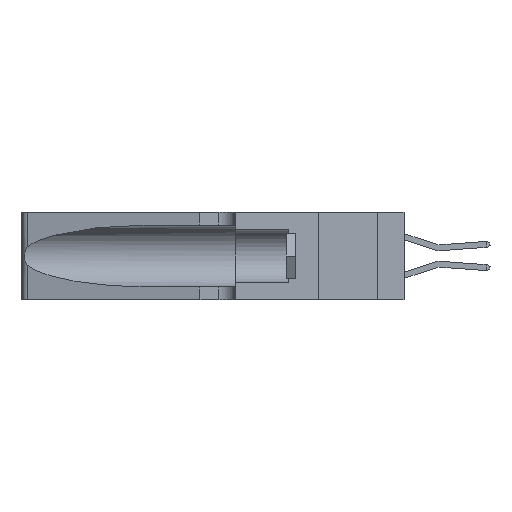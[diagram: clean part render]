
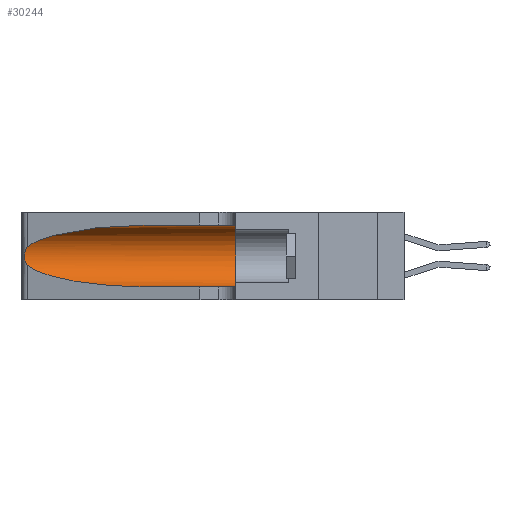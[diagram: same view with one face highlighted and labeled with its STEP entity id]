
A CAD part, left-side view. The second image highlights one B-rep face of the part: STEP entity #30244.
In plain terms, the highlighted cylindrical face has radius 3.308 mm (diameter 6.617 mm), a partial arc.
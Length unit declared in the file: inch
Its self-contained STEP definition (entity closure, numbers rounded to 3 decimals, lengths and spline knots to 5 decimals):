
#778 = LINE ( 'NONE', #13426, #26984 ) ;
#1078 = AXIS2_PLACEMENT_3D ( 'NONE', #24517, #30161, #25165 ) ;
#1430 = CARTESIAN_POINT ( 'NONE',  ( 0.1305, 0.72297, 0.05475 ) ) ;
#1555 = CYLINDRICAL_SURFACE ( 'NONE', #4569, 0.13025 ) ;
#1841 = ORIENTED_EDGE ( 'NONE', *, *, #5688, .T. ) ;
#2710 = DIRECTION ( 'NONE',  ( 0., -1., 0. ) ) ;
#2778 = ORIENTED_EDGE ( 'NONE', *, *, #4513, .T. ) ;
#2808 = CIRCLE ( 'NONE', #1078, 0.13025 ) ;
#3316 = CARTESIAN_POINT ( 'NONE',  ( 0.25787, 1.23484, 0.2124 ) ) ;
#3351 = DIRECTION ( 'NONE',  ( 0., 0., -1. ) ) ;
#4416 = VERTEX_POINT ( 'NONE', #22041 ) ;
#4513 = EDGE_CURVE ( 'NONE', #21158, #24002, #30629, .T. ) ;
#4569 = AXIS2_PLACEMENT_3D ( 'NONE', #28528, #21233, #3351 ) ;
#5047 =( BOUNDED_CURVE ( )  B_SPLINE_CURVE ( 3, ( #8357, #25992, #8141, #18144 ),
 .UNSPECIFIED., .F., .T. ) 
 B_SPLINE_CURVE_WITH_KNOTS ( ( 4, 4 ),
 ( 1.5708, 2.84003 ),
 .UNSPECIFIED. ) 
 CURVE ( )  GEOMETRIC_REPRESENTATION_ITEM ( )  RATIONAL_B_SPLINE_CURVE ( ( 1., 0.87, 0.87, 1. ) ) 
 REPRESENTATION_ITEM ( '' )  );
#5688 = EDGE_CURVE ( 'NONE', #24002, #29008, #19235, .T. ) ;
#5760 = CARTESIAN_POINT ( 'NONE',  ( 0.25555, 1.22994, 0.2215 ) ) ;
#6086 = CARTESIAN_POINT ( 'NONE',  ( 0.25854, 1.2359, 0.20912 ) ) ;
#8141 = CARTESIAN_POINT ( 'NONE',  ( 0.2373, 1.15595, 0.28018 ) ) ;
#8357 = CARTESIAN_POINT ( 'NONE',  ( 0.1305, 0.72297, 0.31525 ) ) ;
#9326 = VERTEX_POINT ( 'NONE', #21228 ) ;
#9838 = EDGE_CURVE ( 'NONE', #13086, #21158, #32457, .T. ) ;
#9924 = ORIENTED_EDGE ( 'NONE', *, *, #9838, .T. ) ;
#10069 = VECTOR ( 'NONE', #17477, 39.37008 ) ;
#12769 = EDGE_CURVE ( 'NONE', #9326, #29008, #2808, .T. ) ;
#13086 = VERTEX_POINT ( 'NONE', #21769 ) ;
#13426 = CARTESIAN_POINT ( 'NONE',  ( 0.1305, 1.61858, 0.31525 ) ) ;
#15841 = CARTESIAN_POINT ( 'NONE',  ( 0.25639, 1.23184, 0.21858 ) ) ;
#16045 = CARTESIAN_POINT ( 'NONE',  ( 0.26075, 1.23896, 0.19203 ) ) ;
#17477 = DIRECTION ( 'NONE',  ( 0., -1., 0. ) ) ;
#18144 = CARTESIAN_POINT ( 'NONE',  ( 0.25487, 1.22718, 0.22369 ) ) ;
#18210 = EDGE_CURVE ( 'NONE', #4416, #13086, #5047, .T. ) ;
#18422 = CARTESIAN_POINT ( 'NONE',  ( 0.26018, 1.23835, 0.19895 ) ) ;
#19083 = CARTESIAN_POINT ( 'NONE',  ( 0.25639, 1.23186, 0.15144 ) ) ;
#19235 = LINE ( 'NONE', #32623, #10069 ) ;
#19308 = CARTESIAN_POINT ( 'NONE',  ( 0.25487, 1.22718, 0.14631 ) ) ;
#19555 = ORIENTED_EDGE ( 'NONE', *, *, #18210, .T. ) ;
#19768 = CARTESIAN_POINT ( 'NONE',  ( 0.1305, 0.72297, 0.05475 ) ) ;
#20998 = CARTESIAN_POINT ( 'NONE',  ( 0.25856, 1.23593, 0.16098 ) ) ;
#21158 = VERTEX_POINT ( 'NONE', #29076 ) ;
#21228 = CARTESIAN_POINT ( 'NONE',  ( 0.1305, 0.35, 0.31525 ) ) ;
#21233 = DIRECTION ( 'NONE',  ( 0., -1., 0. ) ) ;
#21769 = CARTESIAN_POINT ( 'NONE',  ( 0.25487, 1.22718, 0.22369 ) ) ;
#21823 = FACE_OUTER_BOUND ( 'NONE', #27829, .T. ) ;
#22041 = CARTESIAN_POINT ( 'NONE',  ( 0.1305, 0.72297, 0.31525 ) ) ;
#22846 = CARTESIAN_POINT ( 'NONE',  ( 0.25487, 1.22718, 0.22369 ) ) ;
#23246 = ORIENTED_EDGE ( 'NONE', *, *, #24906, .F. ) ;
#23441 = CARTESIAN_POINT ( 'NONE',  ( 0.26017, 1.23833, 0.17102 ) ) ;
#24002 = VERTEX_POINT ( 'NONE', #19768 ) ;
#24233 = CARTESIAN_POINT ( 'NONE',  ( 0.26075, 1.23896, 0.178 ) ) ;
#24517 = CARTESIAN_POINT ( 'NONE',  ( 0.1305, 0.35, 0.185 ) ) ;
#24834 = ORIENTED_EDGE ( 'NONE', *, *, #12769, .F. ) ;
#24906 = EDGE_CURVE ( 'NONE', #4416, #9326, #778, .T. ) ;
#25165 = DIRECTION ( 'NONE',  ( 0., 0., 1. ) ) ;
#25992 = CARTESIAN_POINT ( 'NONE',  ( 0.18966, 0.96281, 0.31525 ) ) ;
#26984 = VECTOR ( 'NONE', #2710, 39.37008 ) ;
#27829 = EDGE_LOOP ( 'NONE', ( #19555, #9924, #2778, #1841, #24834, #23246 ) ) ;
#28131 = CARTESIAN_POINT ( 'NONE',  ( 0.18966, 0.96281, 0.05475 ) ) ;
#28492 = CARTESIAN_POINT ( 'NONE',  ( 0.1305, 0.35, 0.05475 ) ) ;
#28528 = CARTESIAN_POINT ( 'NONE',  ( 0.1305, 1.61858, 0.185 ) ) ;
#29008 = VERTEX_POINT ( 'NONE', #28492 ) ;
#29076 = CARTESIAN_POINT ( 'NONE',  ( 0.25487, 1.22718, 0.14631 ) ) ;
#30161 = DIRECTION ( 'NONE',  ( 0., 1., 0. ) ) ;
#30222 = CARTESIAN_POINT ( 'NONE',  ( 0.25789, 1.23486, 0.15765 ) ) ;
#30244 = ADVANCED_FACE ( 'NONE', ( #21823 ), #1555, .F. ) ;
#30573 = CARTESIAN_POINT ( 'NONE',  ( 0.25487, 1.22718, 0.14631 ) ) ;
#30629 =( BOUNDED_CURVE ( )  B_SPLINE_CURVE ( 3, ( #30573, #31319, #28131, #1430 ),
 .UNSPECIFIED., .F., .F. ) 
 B_SPLINE_CURVE_WITH_KNOTS ( ( 4, 4 ),
 ( 3.44316, 4.71239 ),
 .UNSPECIFIED. ) 
 CURVE ( )  GEOMETRIC_REPRESENTATION_ITEM ( )  RATIONAL_B_SPLINE_CURVE ( ( 1., 0.87, 0.87, 1. ) ) 
 REPRESENTATION_ITEM ( '' )  );
#31319 = CARTESIAN_POINT ( 'NONE',  ( 0.2373, 1.15595, 0.08982 ) ) ;
#31790 = CARTESIAN_POINT ( 'NONE',  ( 0.25555, 1.22993, 0.14849 ) ) ;
#32457 = B_SPLINE_CURVE_WITH_KNOTS ( 'NONE', 3,
 ( #22846, #5760, #15841, #3316, #6086, #18422, #16045, #24233, #23441, #20998, #30222, #19083, #31790, #19308 ),
 .UNSPECIFIED., .F., .F.,
 ( 4, 2, 2, 2, 2, 2, 4 ),
 ( 0., 0.00027, 0.00053, 0.00107, 0.0016, 0.00187, 0.00214 ),
 .UNSPECIFIED. ) ;
#32623 = CARTESIAN_POINT ( 'NONE',  ( 0.1305, 1.61858, 0.05475 ) ) ;
